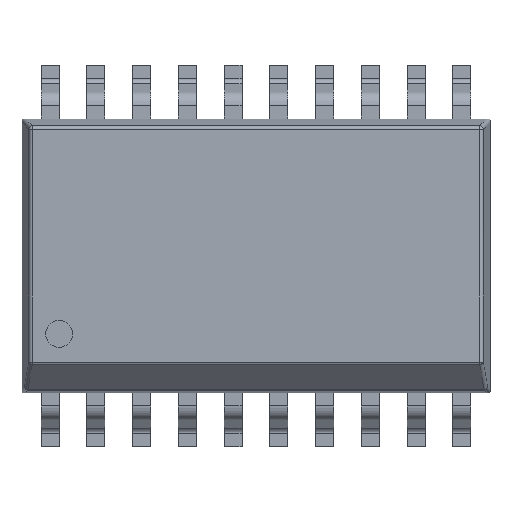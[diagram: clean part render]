
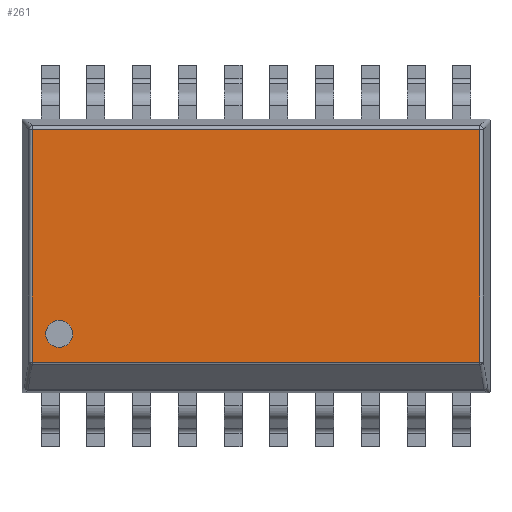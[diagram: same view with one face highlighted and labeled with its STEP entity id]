
A CAD part, top view. The second image highlights one B-rep face of the part: STEP entity #261.
In plain terms, the highlighted planar face has unit normal (0, 0, 1).
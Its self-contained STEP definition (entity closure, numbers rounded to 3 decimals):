
#261=ADVANCED_FACE('',(#3315,#3317),#3319,.T.);
#3315=FACE_BOUND('',#3316,.T.);
#3316=EDGE_LOOP('',(#5781,#5782,#5783,#5784));
#3317=FACE_BOUND('',#3318,.T.);
#3318=EDGE_LOOP('',(#5785));
#3319=PLANE('',#3320);
#3320=AXIS2_PLACEMENT_3D('',#3321,#3322,#3323);
#3321=CARTESIAN_POINT('',(0.,0.,2.65));
#3322=DIRECTION('',(0.,0.,1.));
#3323=DIRECTION('',(1.,0.,0.));
#5781=ORIENTED_EDGE('',*,*,#7505,.T.);
#5782=ORIENTED_EDGE('',*,*,#7506,.T.);
#5783=ORIENTED_EDGE('',*,*,#7507,.T.);
#5784=ORIENTED_EDGE('',*,*,#7508,.T.);
#5785=ORIENTED_EDGE('',*,*,#7509,.T.);
#7505=EDGE_CURVE('',#8407,#8408,#8409,.T.);
#7506=EDGE_CURVE('',#8408,#8410,#8411,.T.);
#7507=EDGE_CURVE('',#8410,#8412,#8413,.T.);
#7508=EDGE_CURVE('',#8412,#8407,#8414,.T.);
#7509=EDGE_CURVE('',#8415,#8415,#8416,.F.);
#8407=VERTEX_POINT('',#10009);
#8408=VERTEX_POINT('',#10010);
#8409=LINE('',#10011,#10012);
#8410=VERTEX_POINT('',#10014);
#8411=LINE('',#10015,#10016);
#8412=VERTEX_POINT('',#10018);
#8413=LINE('',#10019,#10020);
#8414=LINE('',#10022,#10023);
#8415=VERTEX_POINT('',#10025);
#8416=CIRCLE('',#10026,0.375);
#10009=CARTESIAN_POINT('',(6.213,-2.956,2.65));
#10010=CARTESIAN_POINT('',(6.213,3.513,2.65));
#10011=CARTESIAN_POINT('',(6.213,-2.956,2.65));
#10012=VECTOR('',#10013,1.);
#10013=DIRECTION('',(0.,1.,0.));
#10014=CARTESIAN_POINT('',(-6.213,3.513,2.65));
#10015=CARTESIAN_POINT('',(6.213,3.513,2.65));
#10016=VECTOR('',#10017,1.);
#10017=DIRECTION('',(-1.,0.,0.));
#10018=CARTESIAN_POINT('',(-6.213,-2.956,2.65));
#10019=CARTESIAN_POINT('',(-6.213,3.513,2.65));
#10020=VECTOR('',#10021,1.);
#10021=DIRECTION('',(0.,-1.,0.));
#10022=CARTESIAN_POINT('',(-6.213,-2.956,2.65));
#10023=VECTOR('',#10024,1.);
#10024=DIRECTION('',(1.,0.,0.));
#10025=CARTESIAN_POINT('',(-5.09,-2.165,2.65));
#10026=AXIS2_PLACEMENT_3D('',#10027,#10028,#10029);
#10027=CARTESIAN_POINT('',(-5.465,-2.165,2.65));
#10028=DIRECTION('',(0.,0.,1.));
#10029=DIRECTION('',(1.,0.,0.));
